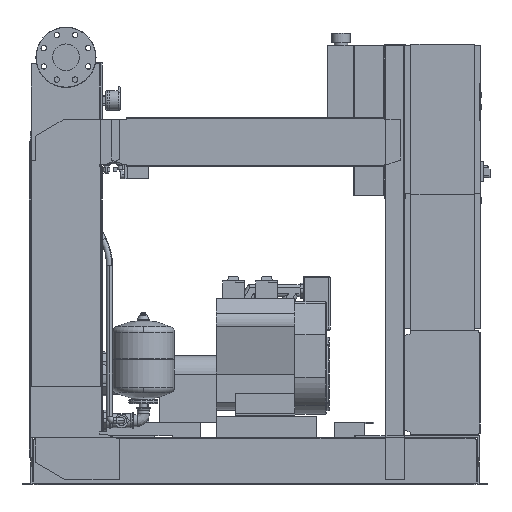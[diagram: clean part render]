
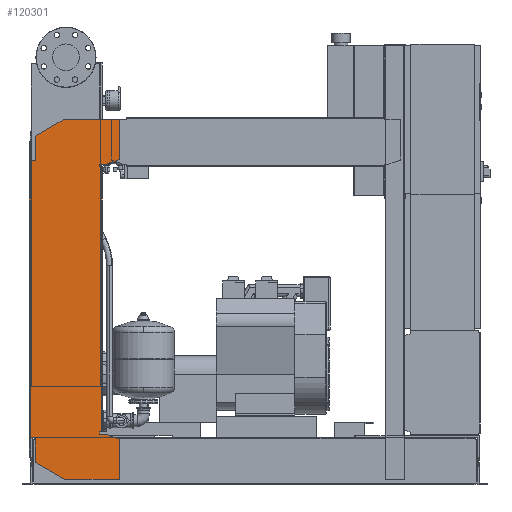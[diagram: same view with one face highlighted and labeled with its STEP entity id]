
A CAD part, front view. The second image highlights one B-rep face of the part: STEP entity #120301.
In plain terms, the highlighted free-form (B-spline) face has degree [1, 1] with [2, 2] control points.
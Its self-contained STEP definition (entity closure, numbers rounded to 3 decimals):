
#119786=CARTESIAN_POINT('',(-102.0,-463.5,1076.0));
#119787=VERTEX_POINT('',#119786);
#119794=CARTESIAN_POINT('',(-102.0,-463.5,1158.574));
#119795=VERTEX_POINT('',#119794);
#119796=CARTESIAN_POINT('',(-102.0,-463.5,1076.0));
#119797=DIRECTION('',(0.0,0.0,1.0));
#119798=VECTOR('',#119797,82.574);
#119799=LINE('',#119796,#119798);
#119800=EDGE_CURVE('',#119787,#119795,#119799,.T.);
#119818=CARTESIAN_POINT('',(-6.,-463.5,1214.0));
#119819=VERTEX_POINT('',#119818);
#119820=CARTESIAN_POINT('',(-102.0,-463.5,1158.574));
#119821=DIRECTION('',(0.866,0.0,0.5));
#119822=VECTOR('',#119821,110.851);
#119823=LINE('',#119820,#119822);
#119824=EDGE_CURVE('',#119795,#119819,#119823,.T.);
#119842=CARTESIAN_POINT('',(177.0,-463.5,1214.0));
#119843=VERTEX_POINT('',#119842);
#119844=CARTESIAN_POINT('',(-6.,-463.5,1214.0));
#119845=DIRECTION('',(1.0,0.0,0.0));
#119846=VECTOR('',#119845,183.0);
#119847=LINE('',#119844,#119846);
#119848=EDGE_CURVE('',#119819,#119843,#119847,.T.);
#119866=CARTESIAN_POINT('',(177.0,-463.5,1080.379));
#119867=VERTEX_POINT('',#119866);
#119868=CARTESIAN_POINT('',(177.0,-463.5,1214.0));
#119869=DIRECTION('',(0.0,0.0,-1.0));
#119870=VECTOR('',#119869,133.621);
#119871=LINE('',#119868,#119870);
#119872=EDGE_CURVE('',#119843,#119867,#119871,.T.);
#119890=CARTESIAN_POINT('',(132.,-463.5,1064.0));
#119891=VERTEX_POINT('',#119890);
#119892=CARTESIAN_POINT('',(177.0,-463.5,1080.379));
#119893=DIRECTION('',(-0.94,0.0,-0.342));
#119894=VECTOR('',#119893,47.888);
#119895=LINE('',#119892,#119894);
#119896=EDGE_CURVE('',#119867,#119891,#119895,.T.);
#119914=CARTESIAN_POINT('',(112.0,-463.5,1064.0));
#119915=VERTEX_POINT('',#119914);
#119916=CARTESIAN_POINT('',(132.,-463.5,1064.0));
#119917=DIRECTION('',(-1.0,0.0,0.0));
#119918=VECTOR('',#119917,20.);
#119919=LINE('',#119916,#119918);
#119920=EDGE_CURVE('',#119891,#119915,#119919,.T.);
#119938=CARTESIAN_POINT('',(112.0,-463.5,1056.0));
#119939=VERTEX_POINT('',#119938);
#119940=CARTESIAN_POINT('',(112.0,-463.5,1064.0));
#119941=DIRECTION('',(0.0,0.0,-1.0));
#119942=VECTOR('',#119941,8.0);
#119943=LINE('',#119940,#119942);
#119944=EDGE_CURVE('',#119915,#119939,#119943,.T.);
#119962=CARTESIAN_POINT('',(120.,-463.5,1056.0));
#119963=VERTEX_POINT('',#119962);
#119964=CARTESIAN_POINT('',(112.0,-463.5,1056.0));
#119965=DIRECTION('',(1.0,0.0,0.0));
#119966=VECTOR('',#119965,8.);
#119967=LINE('',#119964,#119966);
#119968=EDGE_CURVE('',#119939,#119963,#119967,.T.);
#119986=CARTESIAN_POINT('',(120.,-463.5,176.));
#119987=VERTEX_POINT('',#119986);
#119998=CARTESIAN_POINT('',(120.,-463.5,1056.0));
#119999=DIRECTION('',(0.0,0.0,-1.0));
#120000=VECTOR('',#119999,880.);
#120001=LINE('',#119998,#120000);
#120002=EDGE_CURVE('',#119963,#119987,#120001,.T.);
#120016=CARTESIAN_POINT('',(112.,-463.5,176.));
#120017=VERTEX_POINT('',#120016);
#120018=CARTESIAN_POINT('',(120.,-463.5,176.));
#120019=DIRECTION('',(-1.0,0.0,0.0));
#120020=VECTOR('',#120019,8.);
#120021=LINE('',#120018,#120020);
#120022=EDGE_CURVE('',#119987,#120017,#120021,.T.);
#120040=CARTESIAN_POINT('',(112.,-463.5,168.));
#120041=VERTEX_POINT('',#120040);
#120042=CARTESIAN_POINT('',(112.,-463.5,176.));
#120043=DIRECTION('',(0.0,0.0,-1.0));
#120044=VECTOR('',#120043,8.0);
#120045=LINE('',#120042,#120044);
#120046=EDGE_CURVE('',#120017,#120041,#120045,.T.);
#120064=CARTESIAN_POINT('',(132.,-463.5,168.));
#120065=VERTEX_POINT('',#120064);
#120066=CARTESIAN_POINT('',(112.,-463.5,168.));
#120067=DIRECTION('',(1.0,0.0,0.0));
#120068=VECTOR('',#120067,20.0);
#120069=LINE('',#120066,#120068);
#120070=EDGE_CURVE('',#120041,#120065,#120069,.T.);
#120088=CARTESIAN_POINT('',(177.,-463.5,151.621));
#120089=VERTEX_POINT('',#120088);
#120090=CARTESIAN_POINT('',(132.,-463.5,168.));
#120091=DIRECTION('',(0.94,0.0,-0.342));
#120092=VECTOR('',#120091,47.888);
#120093=LINE('',#120090,#120092);
#120094=EDGE_CURVE('',#120065,#120089,#120093,.T.);
#120112=CARTESIAN_POINT('',(177.,-463.5,18.0));
#120113=VERTEX_POINT('',#120112);
#120114=CARTESIAN_POINT('',(177.,-463.5,151.621));
#120115=DIRECTION('',(0.0,0.0,-1.0));
#120116=VECTOR('',#120115,133.621);
#120117=LINE('',#120114,#120116);
#120118=EDGE_CURVE('',#120089,#120113,#120117,.T.);
#120136=CARTESIAN_POINT('',(-4.,-463.5,18.0));
#120137=VERTEX_POINT('',#120136);
#120138=CARTESIAN_POINT('',(177.,-463.5,18.0));
#120139=DIRECTION('',(-1.0,0.0,0.0));
#120140=VECTOR('',#120139,181.);
#120141=LINE('',#120138,#120140);
#120142=EDGE_CURVE('',#120113,#120137,#120141,.T.);
#120160=CARTESIAN_POINT('',(-102.,-463.5,74.58));
#120161=VERTEX_POINT('',#120160);
#120162=CARTESIAN_POINT('',(-4.,-463.5,18.0));
#120163=DIRECTION('',(-0.866,0.,0.5));
#120164=VECTOR('',#120163,113.161);
#120165=LINE('',#120162,#120164);
#120166=EDGE_CURVE('',#120137,#120161,#120165,.T.);
#120184=CARTESIAN_POINT('',(-102.,-463.5,156.0));
#120185=VERTEX_POINT('',#120184);
#120186=CARTESIAN_POINT('',(-102.,-463.5,74.58));
#120187=DIRECTION('',(0.0,0.0,1.0));
#120188=VECTOR('',#120187,81.42);
#120189=LINE('',#120186,#120188);
#120190=EDGE_CURVE('',#120161,#120185,#120189,.T.);
#120208=CARTESIAN_POINT('',(-122.,-463.5,156.0));
#120209=VERTEX_POINT('',#120208);
#120210=CARTESIAN_POINT('',(-102.,-463.5,156.0));
#120211=DIRECTION('',(-1.0,0.0,0.0));
#120212=VECTOR('',#120211,20.0);
#120213=LINE('',#120210,#120212);
#120214=EDGE_CURVE('',#120185,#120209,#120213,.T.);
#120232=CARTESIAN_POINT('',(-122.0,-463.5,1076.0));
#120233=VERTEX_POINT('',#120232);
#120246=CARTESIAN_POINT('',(-122.,-463.5,156.0));
#120247=DIRECTION('',(0.0,0.0,1.0));
#120248=VECTOR('',#120247,920.0);
#120249=LINE('',#120246,#120248);
#120250=EDGE_CURVE('',#120209,#120233,#120249,.T.);
#120264=CARTESIAN_POINT('',(-122.0,-463.5,1076.0));
#120265=DIRECTION('',(1.0,0.0,0.0));
#120266=VECTOR('',#120265,20.0);
#120267=LINE('',#120264,#120266);
#120268=EDGE_CURVE('',#120233,#119787,#120267,.T.);
#120274=CARTESIAN_POINT('',(-122.,-463.5,18.0));
#120275=CARTESIAN_POINT('',(177.0,-463.5,18.0));
#120276=CARTESIAN_POINT('',(-122.,-463.5,1214.0));
#120277=CARTESIAN_POINT('',(177.0,-463.5,1214.0));
#120278=B_SPLINE_SURFACE_WITH_KNOTS('',1,1,((#120274,#120276),(#120275,#120277)),.UNSPECIFIED.,.F.,.F.,.U.,(2,2),(2,2),(0.0,299.),(0.0,1196.0),.UNSPECIFIED.);
#120279=ORIENTED_EDGE('',*,*,#120268,.F.);
#120280=ORIENTED_EDGE('',*,*,#120250,.F.);
#120281=ORIENTED_EDGE('',*,*,#120214,.F.);
#120282=ORIENTED_EDGE('',*,*,#120190,.F.);
#120283=ORIENTED_EDGE('',*,*,#120166,.F.);
#120284=ORIENTED_EDGE('',*,*,#120142,.F.);
#120285=ORIENTED_EDGE('',*,*,#120118,.F.);
#120286=ORIENTED_EDGE('',*,*,#120094,.F.);
#120287=ORIENTED_EDGE('',*,*,#120070,.F.);
#120288=ORIENTED_EDGE('',*,*,#120046,.F.);
#120289=ORIENTED_EDGE('',*,*,#120022,.F.);
#120290=ORIENTED_EDGE('',*,*,#120002,.F.);
#120291=ORIENTED_EDGE('',*,*,#119968,.F.);
#120292=ORIENTED_EDGE('',*,*,#119944,.F.);
#120293=ORIENTED_EDGE('',*,*,#119920,.F.);
#120294=ORIENTED_EDGE('',*,*,#119896,.F.);
#120295=ORIENTED_EDGE('',*,*,#119872,.F.);
#120296=ORIENTED_EDGE('',*,*,#119848,.F.);
#120297=ORIENTED_EDGE('',*,*,#119824,.F.);
#120298=ORIENTED_EDGE('',*,*,#119800,.F.);
#120299=EDGE_LOOP('',(#120279,#120280,#120281,#120282,#120283,#120284,#120285,#120286,#120287,#120288,#120289,#120290,#120291,#120292,#120293,#120294,#120295,#120296,#120297,#120298));
#120300=FACE_OUTER_BOUND('',#120299,.T.);
#120301=ADVANCED_FACE('',(#120300),#120278,.T.);
